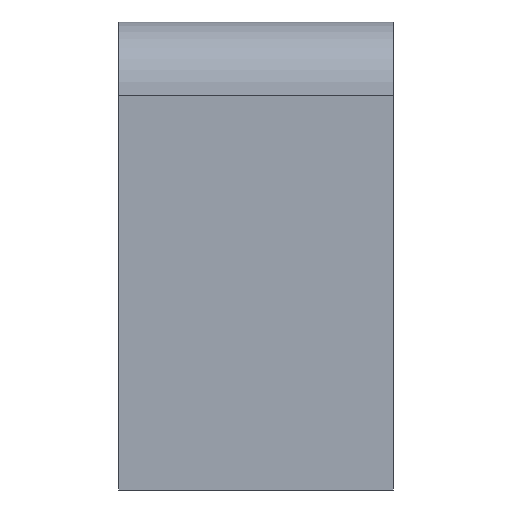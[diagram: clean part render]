
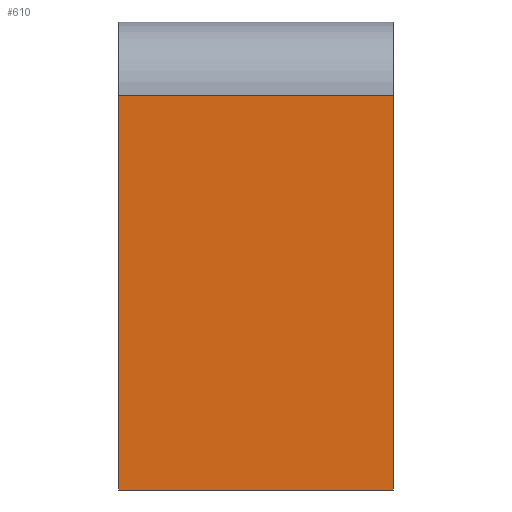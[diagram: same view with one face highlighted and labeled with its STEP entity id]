
A CAD part, left-side view. The second image highlights one B-rep face of the part: STEP entity #610.
In plain terms, the highlighted planar face has unit normal (-1, 0, 0).
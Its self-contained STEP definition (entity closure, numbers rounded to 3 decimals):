
#17=DIRECTION('',(0.,0.,1.));
#18=VECTOR('',#17,10.8);
#19=CARTESIAN_POINT('',(-12.5,-3.75,-12.8));
#20=LINE('',#19,#18);
#145=DIRECTION('',(0.,0.,1.));
#146=VECTOR('',#145,10.8);
#147=CARTESIAN_POINT('',(-12.5,3.75,-12.8));
#148=LINE('',#147,#146);
#217=DIRECTION('',(0.,-1.,0.));
#218=VECTOR('',#217,7.5);
#219=CARTESIAN_POINT('',(-12.5,3.75,-2.));
#220=LINE('',#219,#218);
#221=DIRECTION('',(0.,1.,0.));
#222=VECTOR('',#221,7.5);
#223=CARTESIAN_POINT('',(-12.5,-3.75,-12.8));
#224=LINE('',#223,#222);
#229=CARTESIAN_POINT('',(-12.5,3.75,-2.));
#230=CARTESIAN_POINT('',(-12.5,-3.75,-2.));
#231=VERTEX_POINT('',#229);
#232=VERTEX_POINT('',#230);
#245=CARTESIAN_POINT('',(-12.5,-3.75,-12.8));
#246=VERTEX_POINT('',#245);
#249=CARTESIAN_POINT('',(-12.5,3.75,-12.8));
#250=VERTEX_POINT('',#249);
#598=CARTESIAN_POINT('',(-12.5,-3.75,-12.8));
#599=DIRECTION('',(-1.,0.,0.));
#600=DIRECTION('',(0.,0.,1.));
#601=AXIS2_PLACEMENT_3D('',#598,#599,#600);
#602=PLANE('',#601);
#603=ORIENTED_EDGE('',*,*,#590,.T.);
#604=ORIENTED_EDGE('',*,*,#318,.F.);
#606=ORIENTED_EDGE('',*,*,#605,.T.);
#607=ORIENTED_EDGE('',*,*,#446,.T.);
#608=EDGE_LOOP('',(#603,#604,#606,#607));
#609=FACE_OUTER_BOUND('',#608,.F.);
#610=ADVANCED_FACE('',(#609),#602,.T.);
#318=EDGE_CURVE('',#246,#232,#20,.T.);
#446=EDGE_CURVE('',#250,#231,#148,.T.);
#590=EDGE_CURVE('',#231,#232,#220,.T.);
#605=EDGE_CURVE('',#246,#250,#224,.T.);
